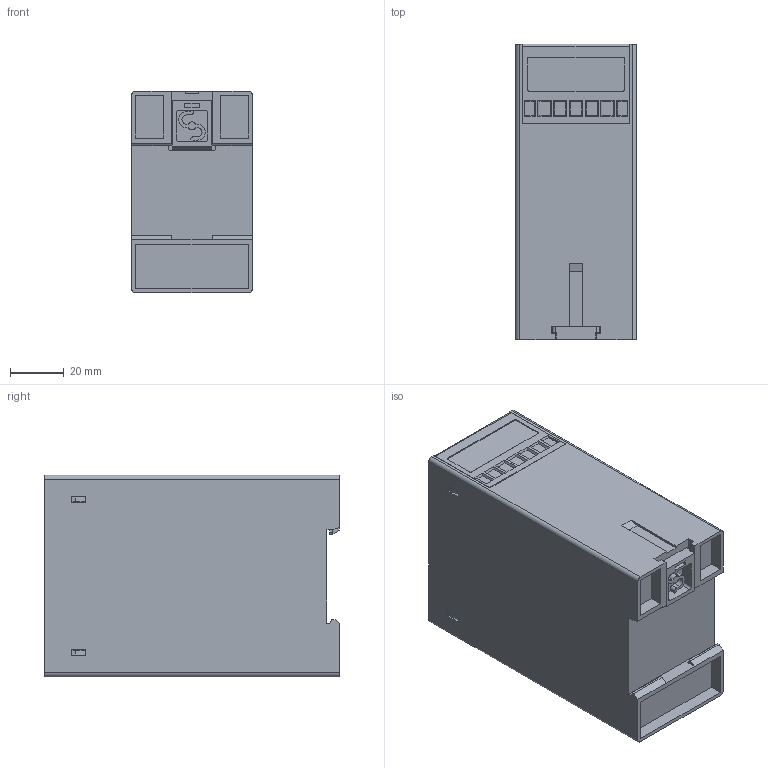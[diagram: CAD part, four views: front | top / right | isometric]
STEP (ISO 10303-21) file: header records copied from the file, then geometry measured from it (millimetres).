
FILE_DESCRIPTION((''),'2;1');
FILE_NAME('193982_SM01_ASM','2022-07-07T10:18:42',('PDMAdmin'),('BANNER ENGINEERING'),'CREO PARAMETRIC BY PTC INC, 2019292','CREO PARAMETRIC BY PTC INC, 2019292','');
FILE_SCHEMA(('CONFIG_CONTROL_DESIGN'));
Length unit declared in the file: millimetre
Products named in the file (2): 193982_EP01; 193982_SM01_ASM
Assembly tree (1 placements, depth 2):
  193982_SM01_ASM
    193982_EP01
Bounding box: 45 x 110 x 75 mm (x, y, z)
Volume: 356614.5 mm3; surface area: 36080.2 mm2
Topology: 1 solids, 1 shells, 325 faces, 829 edges, 552 vertices
Faces by surface type: plane 259, cylinder 66
Entity records: 9809 total; most frequent: CARTESIAN_POINT 1716, ORIENTED_EDGE 1658, DIRECTION 1615, EDGE_CURVE 829, VECTOR 695, LINE 695, VERTEX_POINT 552, AXIS2_PLACEMENT_3D 460
